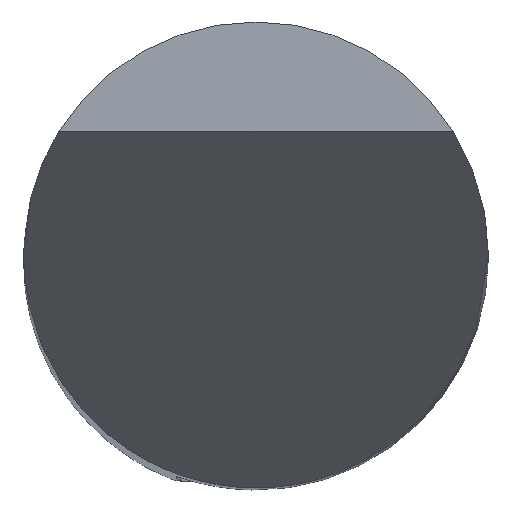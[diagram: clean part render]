
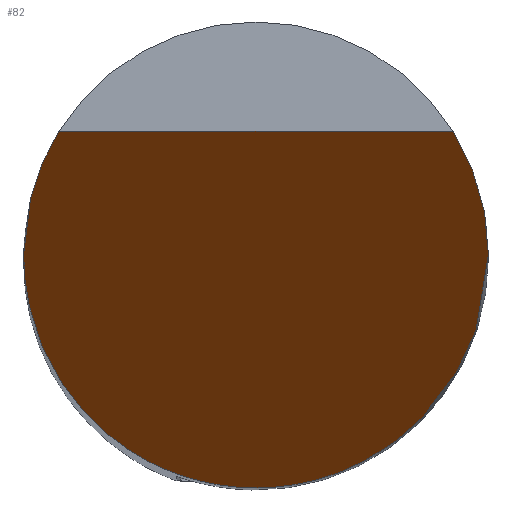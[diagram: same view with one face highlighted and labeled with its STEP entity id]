
A CAD part, top view. The second image highlights one B-rep face of the part: STEP entity #82.
In plain terms, the highlighted planar face has unit normal (0, -0.866, 0.5).
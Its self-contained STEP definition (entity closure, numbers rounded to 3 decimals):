
#82=ADVANCED_FACE('',(#125),#108,.F.);
#108=PLANE('',#612);
#125=FACE_OUTER_BOUND('',#155,.T.);
#155=EDGE_LOOP('',(#233,#234,#235,#236));
#176=(
BOUNDED_CURVE()
B_SPLINE_CURVE(3,(#951,#952,#953,#954),.UNSPECIFIED.,.F.,.F.)
B_SPLINE_CURVE_WITH_KNOTS((4,4),(0.,1.),.UNSPECIFIED.)
CURVE()
GEOMETRIC_REPRESENTATION_ITEM()
RATIONAL_B_SPLINE_CURVE((1.,0.974,0.974,1.))
REPRESENTATION_ITEM('')
);
#177=(
BOUNDED_CURVE()
B_SPLINE_CURVE(3,(#956,#957,#958,#959),.UNSPECIFIED.,.F.,.F.)
B_SPLINE_CURVE_WITH_KNOTS((4,4),(0.,1.),.UNSPECIFIED.)
CURVE()
GEOMETRIC_REPRESENTATION_ITEM()
RATIONAL_B_SPLINE_CURVE((1.,0.333,0.333,1.))
REPRESENTATION_ITEM('')
);
#178=(
BOUNDED_CURVE()
B_SPLINE_CURVE(3,(#961,#962,#963,#964),.UNSPECIFIED.,.F.,.F.)
B_SPLINE_CURVE_WITH_KNOTS((4,4),(0.,1.),.UNSPECIFIED.)
CURVE()
GEOMETRIC_REPRESENTATION_ITEM()
RATIONAL_B_SPLINE_CURVE((1.,0.974,0.974,1.))
REPRESENTATION_ITEM('')
);
#233=ORIENTED_EDGE('',*,*,#423,.T.);
#234=ORIENTED_EDGE('',*,*,#424,.F.);
#235=ORIENTED_EDGE('',*,*,#425,.F.);
#236=ORIENTED_EDGE('',*,*,#426,.F.);
#362=VERTEX_POINT('',#947);
#363=VERTEX_POINT('',#948);
#364=VERTEX_POINT('',#955);
#365=VERTEX_POINT('',#960);
#423=EDGE_CURVE('',#363,#362,#486,.T.);
#424=EDGE_CURVE('',#364,#362,#176,.T.);
#425=EDGE_CURVE('',#365,#364,#177,.T.);
#426=EDGE_CURVE('',#363,#365,#178,.T.);
#486=LINE('',#949,#514);
#514=VECTOR('',#677,1.);
#612=AXIS2_PLACEMENT_3D('',#965,#680,#681);
#677=DIRECTION('',(-1.,0.,0.));
#680=DIRECTION('',(0.,0.866,-0.5));
#681=DIRECTION('',(0.,0.5,0.866));
#947=CARTESIAN_POINT('',(-2.545,1.588,2.75));
#948=CARTESIAN_POINT('',(2.545,1.588,2.75));
#949=CARTESIAN_POINT('',(3.,1.588,2.75));
#951=CARTESIAN_POINT('',(-3.,0.,0.));
#952=CARTESIAN_POINT('',(-3.,0.565,0.979));
#953=CARTESIAN_POINT('',(-2.844,1.108,1.92));
#954=CARTESIAN_POINT('',(-2.545,1.588,2.75));
#955=CARTESIAN_POINT('',(-3.,0.,0.));
#956=CARTESIAN_POINT('',(3.,0.,0.));
#957=CARTESIAN_POINT('',(3.,-6.,-10.392));
#958=CARTESIAN_POINT('',(-3.,-6.,-10.392));
#959=CARTESIAN_POINT('',(-3.,0.,0.));
#960=CARTESIAN_POINT('',(3.,0.,0.));
#961=CARTESIAN_POINT('',(2.545,1.588,2.75));
#962=CARTESIAN_POINT('',(2.844,1.108,1.92));
#963=CARTESIAN_POINT('',(3.,0.565,0.979));
#964=CARTESIAN_POINT('',(3.,0.,0.));
#965=CARTESIAN_POINT('',(3.,-11.114,-19.25));
